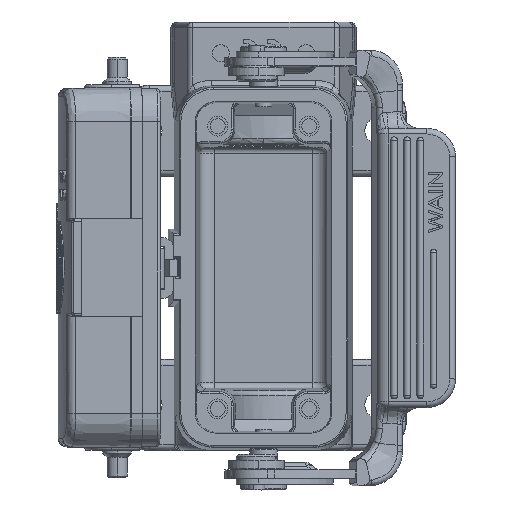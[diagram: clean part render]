
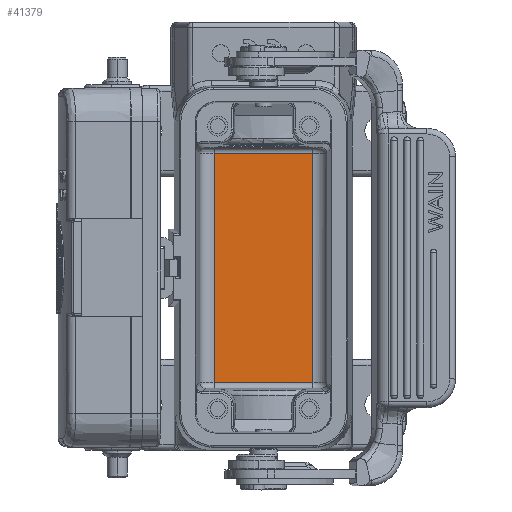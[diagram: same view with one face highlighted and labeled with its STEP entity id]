
A CAD part, top view. The second image highlights one B-rep face of the part: STEP entity #41379.
In plain terms, the highlighted planar face has unit normal (0, 0, 1).
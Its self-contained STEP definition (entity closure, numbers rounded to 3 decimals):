
#11031=CARTESIAN_POINT('',(16.345,59.04,
-65.522));
#11033=DIRECTION('',(0.,-1.,0.));
#11034=VECTOR('',#11033,40.18);
#11035=CARTESIAN_POINT('',(16.345,59.04,
-65.522));
#11036=LINE('',#11035,#11034);
#11049=DIRECTION('',(-1.,0.,0.));
#11050=VECTOR('',#11049,17.311);
#11051=CARTESIAN_POINT('',(33.656,59.043,
-65.522));
#11052=LINE('',#11051,#11050);
#11839=DIRECTION('',(0.,1.,0.));
#11840=VECTOR('',#11839,40.183);
#11841=CARTESIAN_POINT('',(33.656,18.86,
-65.522));
#11842=LINE('',#11841,#11840);
#11856=DIRECTION('',(1.,0.,0.));
#11857=VECTOR('',#11856,17.311);
#11858=CARTESIAN_POINT('',(16.345,18.86,
-65.522));
#11859=LINE('',#11858,#11857);
#24129=VERTEX_POINT('',#11031);
#24130=CARTESIAN_POINT('',(16.345,18.86,
-65.522));
#24131=VERTEX_POINT('',#24130);
#24133=CARTESIAN_POINT('',(33.656,59.043,
-65.522));
#24134=VERTEX_POINT('',#24133);
#24135=CARTESIAN_POINT('',(33.656,18.86,
-65.522));
#24136=VERTEX_POINT('',#24135);
#41365=CARTESIAN_POINT('',(25.001,38.952,
-65.522));
#41366=DIRECTION('',(0.,0.,1.));
#41367=DIRECTION('',(1.,0.,0.));
#41368=AXIS2_PLACEMENT_3D('',#41365,#41366,#41367);
#41369=PLANE('',#41368);
#41370=ORIENTED_EDGE('',*,*,#41356,.F.);
#41372=ORIENTED_EDGE('',*,*,#41371,.F.);
#41374=ORIENTED_EDGE('',*,*,#41373,.F.);
#41376=ORIENTED_EDGE('',*,*,#41375,.F.);
#41377=EDGE_LOOP('',(#41370,#41372,#41374,#41376));
#41378=FACE_OUTER_BOUND('',#41377,.F.);
#41379=ADVANCED_FACE('',(#41378),#41369,.T.);
#41356=EDGE_CURVE('',#24129,#24131,#11036,.T.);
#41371=EDGE_CURVE('',#24134,#24129,#11052,.T.);
#41373=EDGE_CURVE('',#24136,#24134,#11842,.T.);
#41375=EDGE_CURVE('',#24131,#24136,#11859,.T.);
